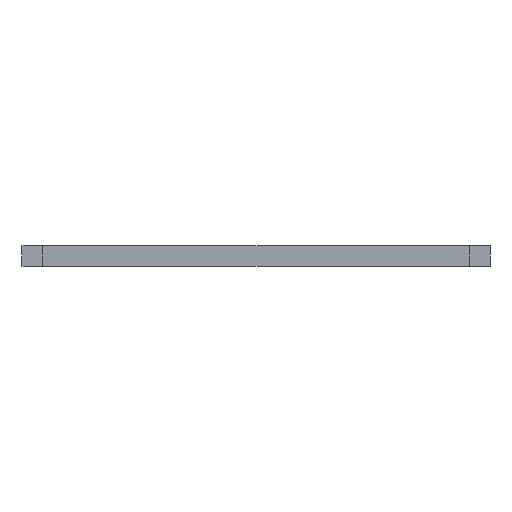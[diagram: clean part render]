
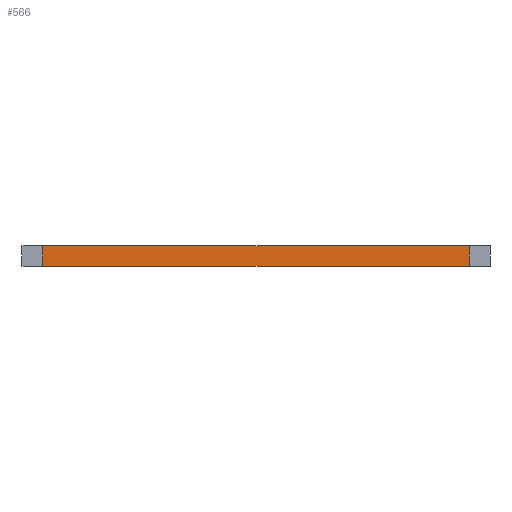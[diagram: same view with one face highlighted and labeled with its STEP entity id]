
A CAD part, left-side view. The second image highlights one B-rep face of the part: STEP entity #566.
In plain terms, the highlighted planar face has unit normal (-1, 0, 0).
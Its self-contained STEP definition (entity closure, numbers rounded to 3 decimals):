
#258 = ORIENTED_EDGE ( 'NONE', *, *, #1170, .T. ) ;
#311 = DIRECTION ( 'NONE',  ( 0., 0., -1. ) ) ;
#443 = FACE_OUTER_BOUND ( 'NONE', #460, .T. ) ;
#445 = CARTESIAN_POINT ( 'NONE',  ( -55.4, 41., 0. ) ) ;
#460 = EDGE_LOOP ( 'NONE', ( #258, #2650, #1970, #2666 ) ) ;
#468 = EDGE_CURVE ( 'NONE', #1617, #2572, #1202, .T. ) ;
#483 = LINE ( 'NONE', #1565, #2030 ) ;
#515 = VECTOR ( 'NONE', #1795, 1000. ) ;
#566 = ADVANCED_FACE ( 'NONE', ( #443 ), #1270, .F. ) ;
#611 = DIRECTION ( 'NONE',  ( 0., 0., -1. ) ) ;
#795 = CARTESIAN_POINT ( 'NONE',  ( -55.4, 41., 0. ) ) ;
#872 = DIRECTION ( 'NONE',  ( 1., 0., 0. ) ) ;
#981 = LINE ( 'NONE', #1817, #515 ) ;
#987 = DIRECTION ( 'NONE',  ( 0., -1., 0. ) ) ;
#1024 = LINE ( 'NONE', #795, #1645 ) ;
#1170 = EDGE_CURVE ( 'NONE', #2012, #2572, #1024, .T. ) ;
#1202 = LINE ( 'NONE', #1652, #2529 ) ;
#1270 = PLANE ( 'NONE',  #1820 ) ;
#1535 = CARTESIAN_POINT ( 'NONE',  ( -55.4, -41., 4. ) ) ;
#1565 = CARTESIAN_POINT ( 'NONE',  ( -55.4, 41., 4. ) ) ;
#1617 = VERTEX_POINT ( 'NONE', #1535 ) ;
#1645 = VECTOR ( 'NONE', #987, 1000. ) ;
#1652 = CARTESIAN_POINT ( 'NONE',  ( -55.4, -41., 4. ) ) ;
#1795 = DIRECTION ( 'NONE',  ( 0., -1., 0. ) ) ;
#1817 = CARTESIAN_POINT ( 'NONE',  ( -55.4, 41., 4. ) ) ;
#1820 = AXIS2_PLACEMENT_3D ( 'NONE', #2533, #872, #2502 ) ;
#1862 = EDGE_CURVE ( 'NONE', #2051, #2012, #483, .T. ) ;
#1873 = CARTESIAN_POINT ( 'NONE',  ( -55.4, 41., 4. ) ) ;
#1970 = ORIENTED_EDGE ( 'NONE', *, *, #2597, .F. ) ;
#2012 = VERTEX_POINT ( 'NONE', #445 ) ;
#2030 = VECTOR ( 'NONE', #311, 1000. ) ;
#2051 = VERTEX_POINT ( 'NONE', #1873 ) ;
#2435 = CARTESIAN_POINT ( 'NONE',  ( -55.4, -41., 0. ) ) ;
#2502 = DIRECTION ( 'NONE',  ( 0., 1., 0. ) ) ;
#2529 = VECTOR ( 'NONE', #611, 1000. ) ;
#2533 = CARTESIAN_POINT ( 'NONE',  ( -55.4, 41., 4. ) ) ;
#2572 = VERTEX_POINT ( 'NONE', #2435 ) ;
#2597 = EDGE_CURVE ( 'NONE', #2051, #1617, #981, .T. ) ;
#2650 = ORIENTED_EDGE ( 'NONE', *, *, #468, .F. ) ;
#2666 = ORIENTED_EDGE ( 'NONE', *, *, #1862, .T. ) ;
